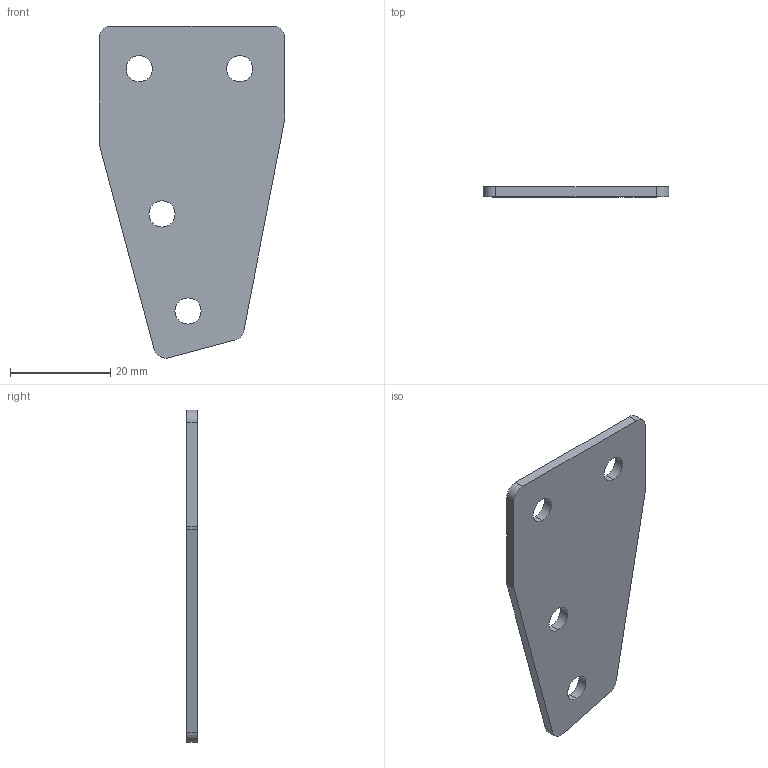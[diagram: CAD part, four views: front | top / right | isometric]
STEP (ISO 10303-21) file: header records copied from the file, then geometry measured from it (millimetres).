
FILE_DESCRIPTION (( 'STEP AP214' ), '1' );
FILE_NAME ('F51 SNSS.20.80.7 Ó-ñîåäèíèòåëü 75 ãðàäóñîâ 4 îòâ.STEP', '2020-06-05T10:48:48', ( '' ), ( '' ), 'SwSTEP 2.0', 'SolidWorks 2020', '' );
FILE_SCHEMA (( 'AUTOMOTIVE_DESIGN' ));
Length unit declared in the file: millimetre
Products named in the file (1): F51 SNSS.20.80.7 Ó-ñîåäèíèòåëü 75 ãðàäóñîâ 4 îòâ
Bounding box: 37 x 2 x 66.09 mm (x, y, z)
Volume: 3730.1 mm3; surface area: 4225 mm2
Topology: 1 solids, 1 shells, 22 faces, 60 edges, 40 vertices
Faces by surface type: cylinder 14, plane 8
Entity records: 762 total; most frequent: DIRECTION 134, CARTESIAN_POINT 123, ORIENTED_EDGE 120, EDGE_CURVE 60, AXIS2_PLACEMENT_3D 51, VERTEX_POINT 40, LINE 32, VECTOR 32
